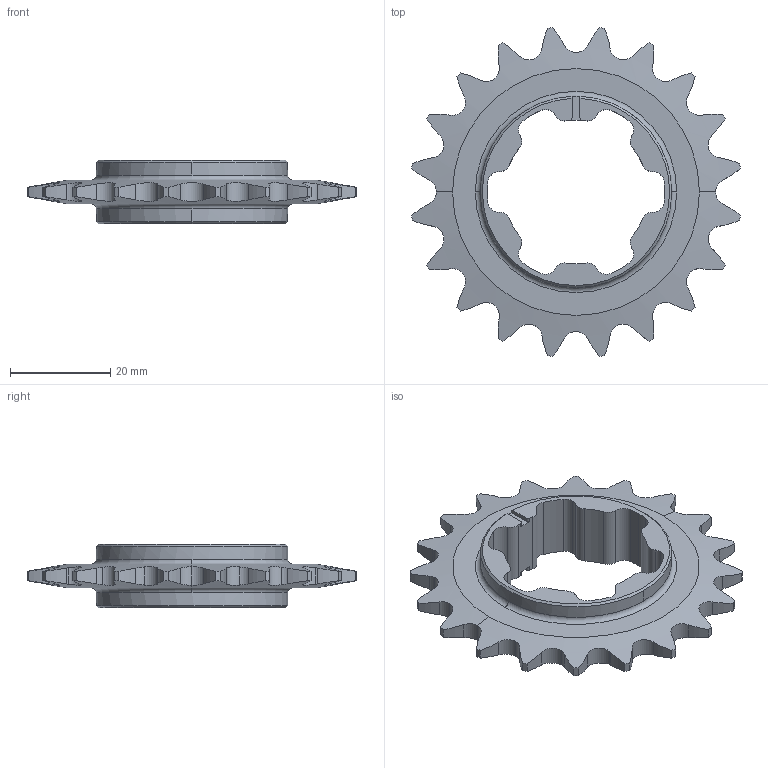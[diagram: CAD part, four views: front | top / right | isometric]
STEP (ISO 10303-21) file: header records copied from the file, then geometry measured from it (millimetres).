
FILE_DESCRIPTION (( 'STEP AP203' ), '1' );
FILE_NAME ('REV-21-3716.STEP', '2024-09-17T14:01:52', ( '' ), ( '' ), 'SwSTEP 2.0', 'SolidWorks 2022', '' );
FILE_SCHEMA (( 'CONFIG_CONTROL_DESIGN' ));
Length unit declared in the file: millimetre
Products named in the file (1): REV-21-3716
Bounding box: 65.48 x 65.48 x 12.7 mm (x, y, z)
Volume: 11308.6 mm3; surface area: 7240.1 mm2
Topology: 1 solids, 1 shells, 159 faces, 468 edges, 311 vertices
Faces by surface type: cylinder 138, plane 10, cone 7, torus 4
Entity records: 6192 total; most frequent: CARTESIAN_POINT 1995, ORIENTED_EDGE 936, DIRECTION 809, EDGE_CURVE 468, AXIS2_PLACEMENT_3D 325, VERTEX_POINT 311, CIRCLE 165, EDGE_LOOP 161
